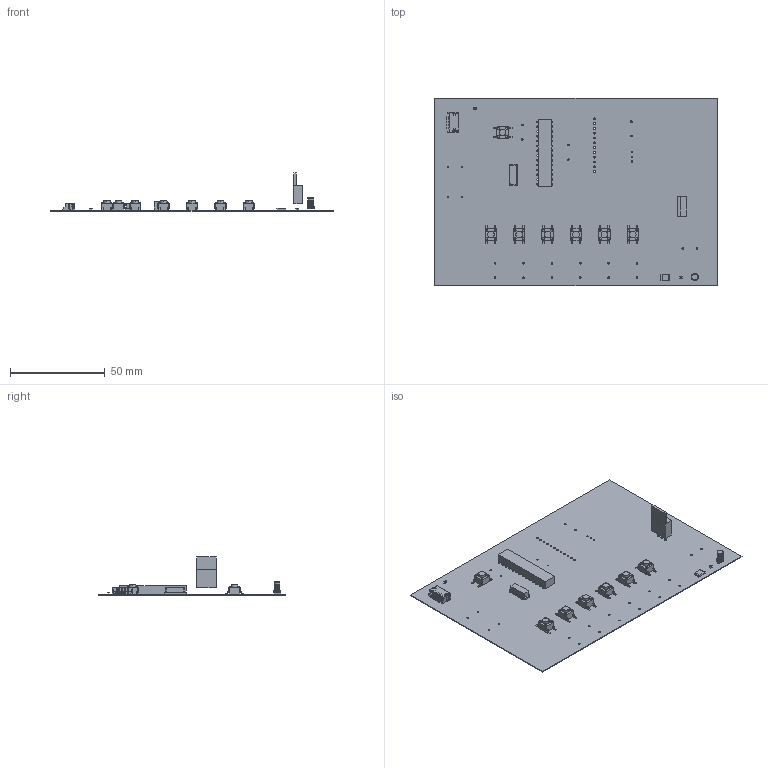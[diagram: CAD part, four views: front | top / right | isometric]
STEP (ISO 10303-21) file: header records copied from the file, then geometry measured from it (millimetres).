
FILE_DESCRIPTION(('Open CASCADE Model'),'2;1');
FILE_NAME('Open CASCADE Shape Model','2021-05-27T10:53:05',('Author'),( 'Open CASCADE'),'Open CASCADE STEP processor 6.8','Open CASCADE 6.8' ,'Unknown');
FILE_SCHEMA(('AUTOMOTIVE_DESIGN { 1 0 10303 214 1 1 1 1 }'));
Length unit declared in the file: millimetre
Products named in the file (47): PCB; Board; Open CASCADE STEP translator 6.8 1.1.1; P2; 648105131822; 6481xx131822_PIN; 6481xx131822_PATTE; C6; Cap_TDK_CGA3E3X7R1E334K080AB_eec; 1; 2; TDK_Logo; DS1; 5805346304; Extruded; 5805345984; 5898026288; C5; C4; 5805344944; 5805344544; U2; 5805344144; 5805343824; SW6; c-4-1437565-2-s-3d; Y1; 5805345824; 5805345584; U1; 5898026768; SW7; SW5; SW4; SW3; SW2; SW1
Assembly tree (59 placements, depth 4):
  PCB
    Board
      Open CASCADE STEP translator 6.8 1.1.1
    P2
      648105131822
        648105131822
        6481xx131822_PIN  x5
        6481xx131822_PATTE  x2
    C6
      Cap_TDK_CGA3E3X7R1E334K080AB_eec
        1
        2
        TDK_Logo
    DS1
      5805346304
        Extruded
      5805345984
        Extruded
      5898026288
        Extruded
    C5
      Cap_TDK_CGA3E3X7R1E334K080AB_eec
        1
        2
        TDK_Logo
    C4
      5805344944  x2
        Extruded
      5805344544
        Extruded
    U2
      5805344144
        Extruded
      5805343824
        Extruded
    SW6
      c-4-1437565-2-s-3d
    Y1
      5805345824
        Extruded
      5805345584
        Extruded
    U1
      5898026768
        Extruded
    SW7
      c-4-1437565-2-s-3d
    SW5
      c-4-1437565-2-s-3d
    SW4
      c-4-1437565-2-s-3d
    SW3
      c-4-1437565-2-s-3d
    SW2
      c-4-1437565-2-s-3d
    SW1
      c-4-1437565-2-s-3d
Bounding box: 149.22 x 99.06 x 20.11 mm (x, y, z)
Volume: 9126.6 mm3; surface area: 33591.7 mm2
Topology: 55 solids, 55 shells, 1488 faces, 3821 edges, 2481 vertices
Faces by surface type: plane 985, cylinder 420, bspline 41, sphere 32, torus 10
Full cylindrical faces by diameter (mm): 0.5 x5, 0.7 x11, 0.85 x18, 0.9 x42, 1.1 x3
Entity records: 25825 total; most frequent: CARTESIAN_POINT 4592, ORIENTED_EDGE 3902, DIRECTION 3834, EDGE_CURVE 1951, LINE 1582, VECTOR 1582, VERTEX_POINT 1273, AXIS2_PLACEMENT_3D 1126
